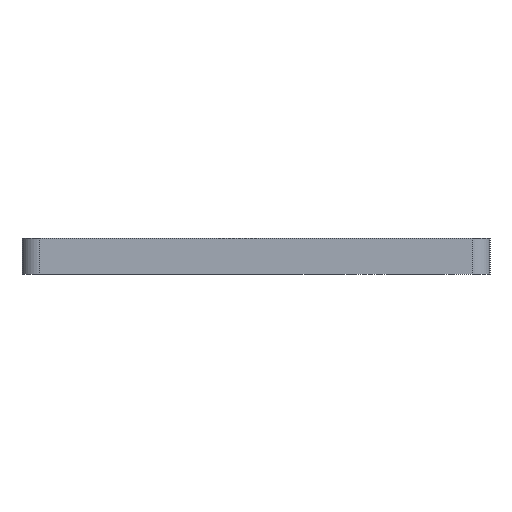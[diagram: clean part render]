
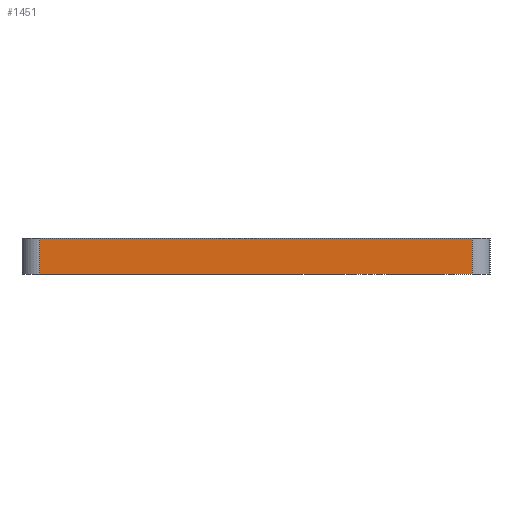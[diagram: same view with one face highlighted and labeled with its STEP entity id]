
A CAD part, left-side view. The second image highlights one B-rep face of the part: STEP entity #1451.
In plain terms, the highlighted planar face has unit normal (-1, 0, 0).
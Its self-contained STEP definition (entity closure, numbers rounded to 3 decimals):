
#1390=CARTESIAN_POINT('Vertex',(106.128,192.537,-162.)) ;
#1406=CARTESIAN_POINT('Vertex',(106.128,192.537,-152.)) ;
#1409=CARTESIAN_POINT('Line Origine',(106.128,192.537,-157.)) ;
#1421=CARTESIAN_POINT('Axis2P3D Location',(106.128,187.537,-152.)) ;
#1426=CARTESIAN_POINT('Line Origine',(106.128,252.537,-162.)) ;
#1430=CARTESIAN_POINT('Vertex',(106.128,312.537,-162.)) ;
#1433=CARTESIAN_POINT('Line Origine',(106.128,252.537,-152.)) ;
#1437=CARTESIAN_POINT('Vertex',(106.128,312.537,-152.)) ;
#1440=CARTESIAN_POINT('Line Origine',(106.128,312.537,-157.)) ;
#1410=DIRECTION('Vector Direction',(0.,0.,-1.)) ;
#1422=DIRECTION('Axis2P3D Direction',(-1.,0.,0.)) ;
#1423=DIRECTION('Axis2P3D XDirection',(0.,1.,0.)) ;
#1427=DIRECTION('Vector Direction',(0.,1.,0.)) ;
#1434=DIRECTION('Vector Direction',(0.,1.,0.)) ;
#1441=DIRECTION('Vector Direction',(0.,0.,-1.)) ;
#1424=AXIS2_PLACEMENT_3D('Plane Axis2P3D',#1421,#1422,#1423) ;
#1446=ORIENTED_EDGE('',*,*,#1432,.F.) ;
#1447=ORIENTED_EDGE('',*,*,#1413,.F.) ;
#1448=ORIENTED_EDGE('',*,*,#1439,.T.) ;
#1449=ORIENTED_EDGE('',*,*,#1444,.T.) ;
#1411=VECTOR('Line Direction',#1410,1.) ;
#1428=VECTOR('Line Direction',#1427,1.) ;
#1435=VECTOR('Line Direction',#1434,1.) ;
#1442=VECTOR('Line Direction',#1441,1.) ;
#1451=ADVANCED_FACE('PartBody',(#1450),#1425,.T.) ;
#1413=EDGE_CURVE('',#1407,#1391,#1412,.T.) ;
#1432=EDGE_CURVE('',#1391,#1431,#1429,.T.) ;
#1439=EDGE_CURVE('',#1407,#1438,#1436,.T.) ;
#1444=EDGE_CURVE('',#1438,#1431,#1443,.T.) ;
#1445=EDGE_LOOP('',(#1446,#1447,#1448,#1449)) ;
#1450=FACE_OUTER_BOUND('',#1445,.T.) ;
#1412=LINE('Line',#1409,#1411) ;
#1429=LINE('Line',#1426,#1428) ;
#1436=LINE('Line',#1433,#1435) ;
#1443=LINE('Line',#1440,#1442) ;
#1425=PLANE('',#1424) ;
#1391=VERTEX_POINT('',#1390) ;
#1407=VERTEX_POINT('',#1406) ;
#1431=VERTEX_POINT('',#1430) ;
#1438=VERTEX_POINT('',#1437) ;
